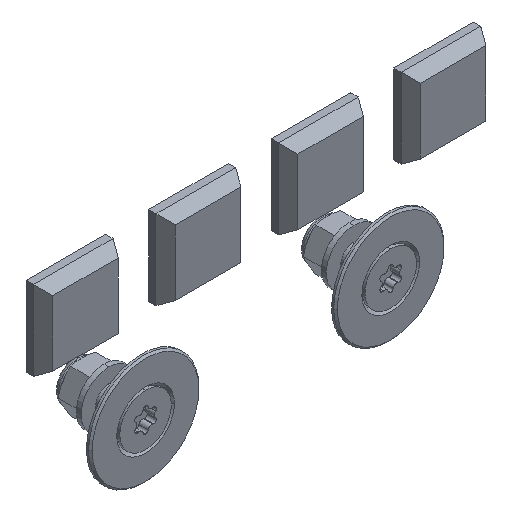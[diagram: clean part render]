
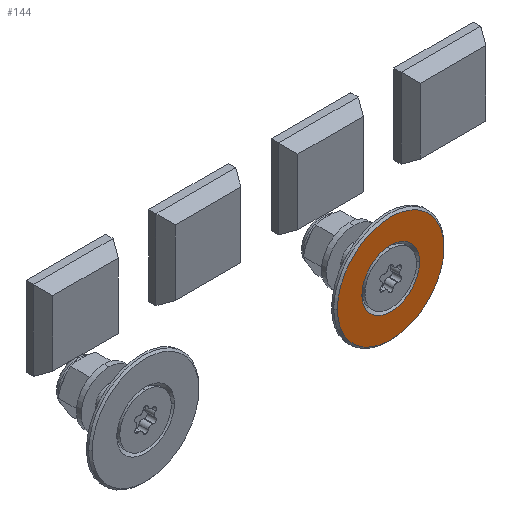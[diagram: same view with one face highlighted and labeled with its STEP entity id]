
A CAD part, isometric view. The second image highlights one B-rep face of the part: STEP entity #144.
In plain terms, the highlighted face is planar.
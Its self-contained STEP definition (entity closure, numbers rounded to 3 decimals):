
#5 = FACE_OUTER_BOUND ( 'NONE', #1968, .T. ) ;
#144 = ADVANCED_FACE ( 'NONE', ( #5, #702 ), #1625, .T. ) ;
#248 = DIRECTION ( 'NONE',  ( 1., 0., 0. ) ) ;
#266 = AXIS2_PLACEMENT_3D ( 'NONE', #1722, #2872, #1706 ) ;
#278 = EDGE_CURVE ( 'NONE', #1757, #663, #1216, .T. ) ;
#299 = CIRCLE ( 'NONE', #736, 4.7 ) ;
#531 = AXIS2_PLACEMENT_3D ( 'NONE', #1136, #1544, #2709 ) ;
#585 = DIRECTION ( 'NONE',  ( 0., 0., 1. ) ) ;
#663 = VERTEX_POINT ( 'NONE', #1349 ) ;
#678 = AXIS2_PLACEMENT_3D ( 'NONE', #1395, #2301, #248 ) ;
#702 = FACE_BOUND ( 'NONE', #1091, .T. ) ;
#736 = AXIS2_PLACEMENT_3D ( 'NONE', #1491, #1741, #793 ) ;
#793 = DIRECTION ( 'NONE',  ( 1., 0., 0. ) ) ;
#1035 = ORIENTED_EDGE ( 'NONE', *, *, #278, .T. ) ;
#1091 = EDGE_LOOP ( 'NONE', ( #2179, #1860 ) ) ;
#1114 = CARTESIAN_POINT ( 'NONE',  ( 4.7, 0., 3. ) ) ;
#1136 = CARTESIAN_POINT ( 'NONE',  ( 0., 0., 3. ) ) ;
#1216 = CIRCLE ( 'NONE', #531, 8.7 ) ;
#1349 = CARTESIAN_POINT ( 'NONE',  ( -8.7, 0., 3. ) ) ;
#1395 = CARTESIAN_POINT ( 'NONE',  ( 0., 0., 3. ) ) ;
#1444 = CARTESIAN_POINT ( 'NONE',  ( 8.7, 0., 3. ) ) ;
#1487 = CARTESIAN_POINT ( 'NONE',  ( 0., 0., 3. ) ) ;
#1491 = CARTESIAN_POINT ( 'NONE',  ( 0., 0., 3. ) ) ;
#1525 = VERTEX_POINT ( 'NONE', #1702 ) ;
#1544 = DIRECTION ( 'NONE',  ( 0., 0., 1. ) ) ;
#1563 = ORIENTED_EDGE ( 'NONE', *, *, #2254, .T. ) ;
#1596 = VERTEX_POINT ( 'NONE', #1114 ) ;
#1625 = PLANE ( 'NONE',  #678 ) ;
#1702 = CARTESIAN_POINT ( 'NONE',  ( -4.7, 0., 3. ) ) ;
#1706 = DIRECTION ( 'NONE',  ( 1., 0., 0. ) ) ;
#1709 = CIRCLE ( 'NONE', #266, 4.7 ) ;
#1722 = CARTESIAN_POINT ( 'NONE',  ( 0., 0., 3. ) ) ;
#1741 = DIRECTION ( 'NONE',  ( 0., 0., 1. ) ) ;
#1757 = VERTEX_POINT ( 'NONE', #1444 ) ;
#1858 = EDGE_CURVE ( 'NONE', #1525, #1596, #299, .T. ) ;
#1860 = ORIENTED_EDGE ( 'NONE', *, *, #1858, .F. ) ;
#1968 = EDGE_LOOP ( 'NONE', ( #1563, #1035 ) ) ;
#2179 = ORIENTED_EDGE ( 'NONE', *, *, #2737, .F. ) ;
#2254 = EDGE_CURVE ( 'NONE', #663, #1757, #2316, .T. ) ;
#2301 = DIRECTION ( 'NONE',  ( 0., 0., 1. ) ) ;
#2316 = CIRCLE ( 'NONE', #2460, 8.7 ) ;
#2417 = DIRECTION ( 'NONE',  ( 1., 0., 0. ) ) ;
#2460 = AXIS2_PLACEMENT_3D ( 'NONE', #1487, #585, #2417 ) ;
#2709 = DIRECTION ( 'NONE',  ( 1., 0., 0. ) ) ;
#2737 = EDGE_CURVE ( 'NONE', #1596, #1525, #1709, .T. ) ;
#2872 = DIRECTION ( 'NONE',  ( 0., 0., 1. ) ) ;
